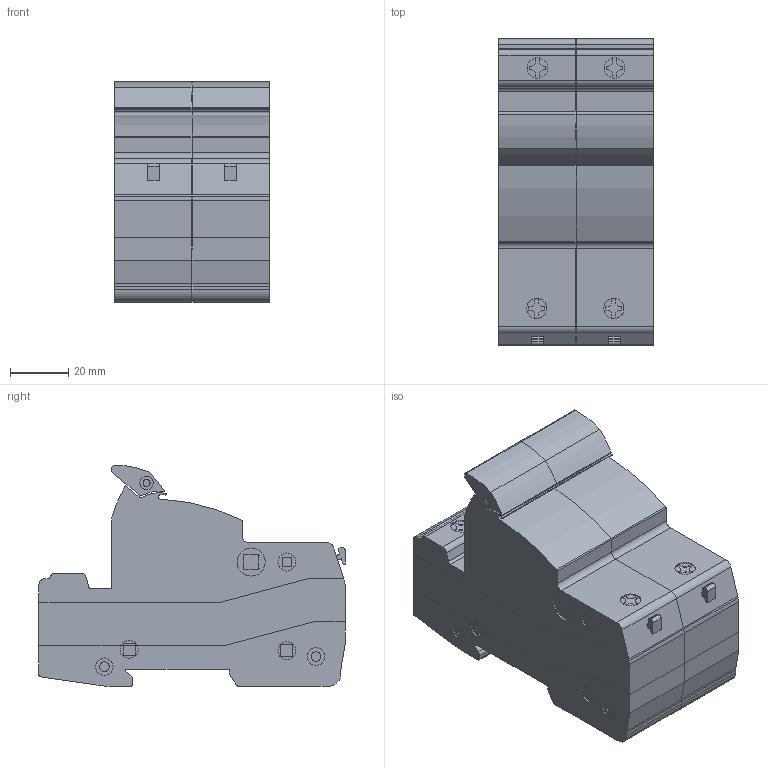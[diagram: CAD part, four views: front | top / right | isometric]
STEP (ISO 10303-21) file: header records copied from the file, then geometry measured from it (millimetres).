
FILE_DESCRIPTION((''),'2;1');
FILE_NAME('3d_FB02A2P.stp','2012-10-03T09:01:14',(''),(''),'Mechanical Desktop 2011','Mechanical Desktop 2011',', , ');
FILE_SCHEMA(('CONFIG_CONTROL_DESIGN'));
Length unit declared in the file: millimetre
Products named in the file (1): Product
Bounding box: 53 x 105.25 x 75.98 mm (x, y, z)
Volume: 281626.2 mm3; surface area: 65127.7 mm2
Topology: 8 solids, 8 shells, 420 faces, 1160 edges, 786 vertices
Faces by surface type: plane 270, cylinder 150
Entity records: 13585 total; most frequent: CARTESIAN_POINT 2367, DIRECTION 2358, ORIENTED_EDGE 2320, EDGE_CURVE 1160, VECTOR 804, LINE 804, VERTEX_POINT 786, AXIS2_PLACEMENT_3D 777
